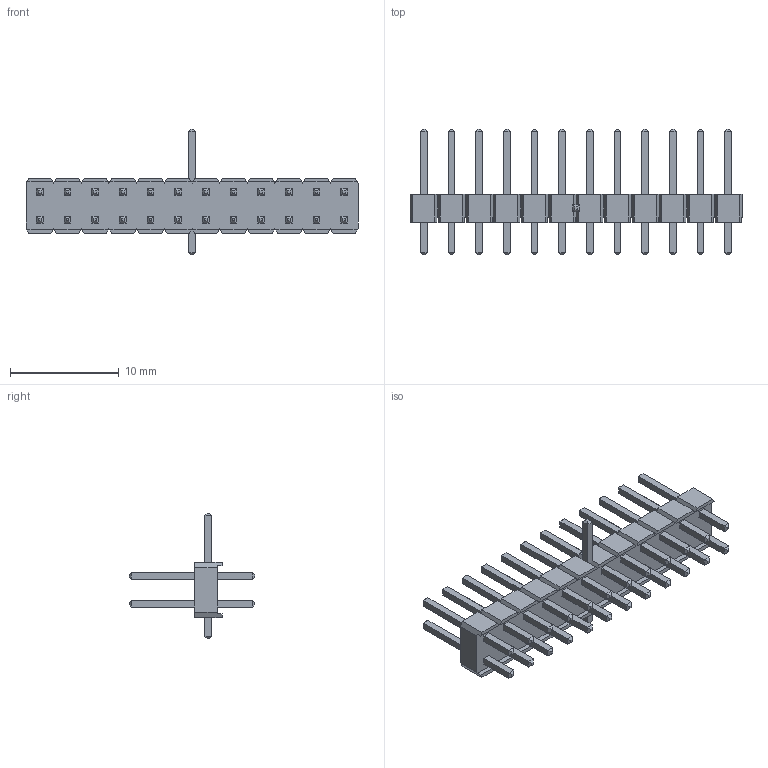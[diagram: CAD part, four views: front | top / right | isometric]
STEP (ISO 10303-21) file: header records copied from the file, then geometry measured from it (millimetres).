
FILE_DESCRIPTION( ( 'Unknown' ), '1' );
FILE_NAME( '61302421121.stp', 'Unknown', ( 'Unknown' ), ( 'Unknown' ), 'PSStep 14.0', 'Unknown', ' ' );
FILE_SCHEMA( ( 'AUTOMOTIVE_DESIGN { 1 0 10303 214 1 1 1 1 }' ) );
Length unit declared in the file: millimetre
Products named in the file (3): Assem1; 6130xx21121_PIN; 61302421121
Bounding box: 30.48 x 11.54 x 11.54 mm (x, y, z)
Volume: 729 mm3; surface area: 2028.9 mm2
Topology: 27 solids, 27 shells, 790 faces, 2008 edges, 1272 vertices
Faces by surface type: plane 790
Entity records: 9710 total; most frequent: CARTESIAN_POINT 1394, ORIENTED_EDGE 1364, DIRECTION 1202, EDGE_CURVE 682, LINE 682, VECTOR 682, VERTEX_POINT 452, EDGE_LOOP 282
